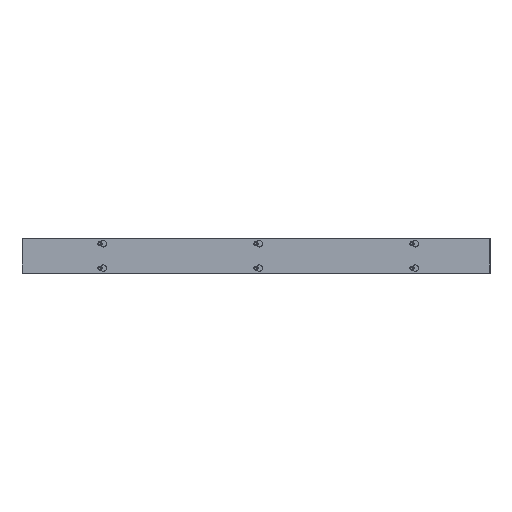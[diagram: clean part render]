
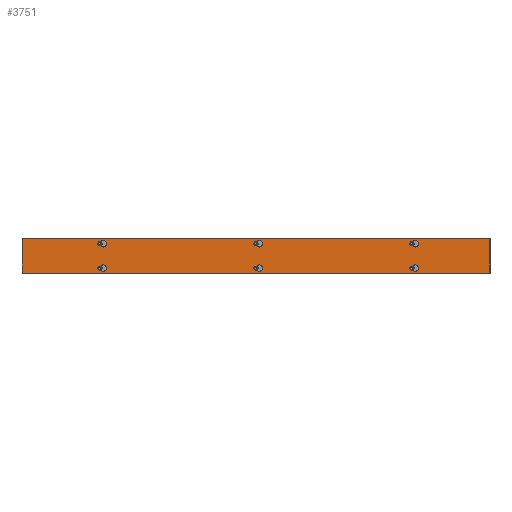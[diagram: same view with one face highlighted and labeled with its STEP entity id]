
A CAD part, top view. The second image highlights one B-rep face of the part: STEP entity #3751.
In plain terms, the highlighted planar face has unit normal (0, 0, 1).
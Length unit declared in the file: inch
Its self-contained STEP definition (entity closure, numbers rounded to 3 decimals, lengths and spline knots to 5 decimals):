
#299=LINE('',#6212,#563);
#304=LINE('',#6225,#568);
#307=LINE('',#6236,#571);
#312=LINE('',#6249,#576);
#315=LINE('',#6260,#579);
#319=LINE('',#6272,#583);
#323=LINE('',#6284,#587);
#327=LINE('',#6296,#591);
#331=LINE('',#6308,#595);
#336=LINE('',#6321,#600);
#339=LINE('',#6332,#603);
#343=LINE('',#6344,#607);
#345=LINE('',#6352,#609);
#349=LINE('',#6360,#613);
#352=LINE('',#6366,#616);
#355=LINE('',#6371,#619);
#563=VECTOR('',#4801,0.21651);
#568=VECTOR('',#4814,0.21651);
#571=VECTOR('',#4825,0.21651);
#576=VECTOR('',#4838,0.21651);
#579=VECTOR('',#4849,0.21651);
#583=VECTOR('',#4861,0.21651);
#587=VECTOR('',#4873,0.21651);
#591=VECTOR('',#4885,0.21651);
#595=VECTOR('',#4897,0.21651);
#600=VECTOR('',#4910,0.21651);
#603=VECTOR('',#4921,0.21651);
#607=VECTOR('',#4933,0.21651);
#609=VECTOR('',#4943,2.625);
#613=VECTOR('',#4949,36.);
#616=VECTOR('',#4954,2.625);
#619=VECTOR('',#4959,36.);
#744=PLANE('',#4087);
#874=FACE_BOUND('',#1334,.T.);
#875=FACE_BOUND('',#1335,.T.);
#876=FACE_BOUND('',#1336,.T.);
#877=FACE_BOUND('',#1337,.T.);
#878=FACE_BOUND('',#1338,.T.);
#879=FACE_BOUND('',#1339,.T.);
#1056=FACE_OUTER_BOUND('',#1333,.T.);
#1333=EDGE_LOOP('',(#3142,#3143,#3144,#3145));
#1334=EDGE_LOOP('',(#3146,#3147,#3148,#3149));
#1335=EDGE_LOOP('',(#3150,#3151,#3152,#3153));
#1336=EDGE_LOOP('',(#3154,#3155,#3156,#3157));
#1337=EDGE_LOOP('',(#3158,#3159,#3160,#3161));
#1338=EDGE_LOOP('',(#3162,#3163,#3164,#3165));
#1339=EDGE_LOOP('',(#3166,#3167,#3168,#3169));
#1553=CIRCLE('',#4037,0.25);
#1555=CIRCLE('',#4041,0.125);
#1557=CIRCLE('',#4045,0.25);
#1559=CIRCLE('',#4049,0.125);
#1561=CIRCLE('',#4053,0.25);
#1563=CIRCLE('',#4057,0.125);
#1565=CIRCLE('',#4061,0.25);
#1567=CIRCLE('',#4065,0.125);
#1569=CIRCLE('',#4069,0.25);
#1571=CIRCLE('',#4073,0.125);
#1573=CIRCLE('',#4077,0.25);
#1575=CIRCLE('',#4081,0.125);
#1820=VERTEX_POINT('',#6209);
#1821=VERTEX_POINT('',#6211);
#1823=VERTEX_POINT('',#6217);
#1825=VERTEX_POINT('',#6223);
#1828=VERTEX_POINT('',#6233);
#1829=VERTEX_POINT('',#6235);
#1831=VERTEX_POINT('',#6241);
#1833=VERTEX_POINT('',#6247);
#1836=VERTEX_POINT('',#6257);
#1837=VERTEX_POINT('',#6259);
#1839=VERTEX_POINT('',#6265);
#1841=VERTEX_POINT('',#6271);
#1844=VERTEX_POINT('',#6281);
#1845=VERTEX_POINT('',#6283);
#1847=VERTEX_POINT('',#6289);
#1849=VERTEX_POINT('',#6295);
#1852=VERTEX_POINT('',#6305);
#1853=VERTEX_POINT('',#6307);
#1855=VERTEX_POINT('',#6313);
#1857=VERTEX_POINT('',#6319);
#1860=VERTEX_POINT('',#6329);
#1861=VERTEX_POINT('',#6331);
#1863=VERTEX_POINT('',#6337);
#1865=VERTEX_POINT('',#6343);
#1866=VERTEX_POINT('',#6350);
#1867=VERTEX_POINT('',#6351);
#1870=VERTEX_POINT('',#6359);
#1872=VERTEX_POINT('',#6365);
#2244=EDGE_CURVE('',#1821,#1820,#299,.T.);
#2248=EDGE_CURVE('',#1820,#1823,#1553,.T.);
#2251=EDGE_CURVE('',#1823,#1825,#304,.T.);
#2253=EDGE_CURVE('',#1825,#1821,#1555,.T.);
#2256=EDGE_CURVE('',#1829,#1828,#307,.T.);
#2260=EDGE_CURVE('',#1828,#1831,#1557,.T.);
#2263=EDGE_CURVE('',#1831,#1833,#312,.T.);
#2265=EDGE_CURVE('',#1833,#1829,#1559,.T.);
#2268=EDGE_CURVE('',#1837,#1836,#315,.T.);
#2271=EDGE_CURVE('',#1839,#1837,#1561,.T.);
#2274=EDGE_CURVE('',#1841,#1839,#319,.T.);
#2277=EDGE_CURVE('',#1836,#1841,#1563,.T.);
#2280=EDGE_CURVE('',#1845,#1844,#323,.T.);
#2283=EDGE_CURVE('',#1847,#1845,#1565,.T.);
#2286=EDGE_CURVE('',#1849,#1847,#327,.T.);
#2289=EDGE_CURVE('',#1844,#1849,#1567,.T.);
#2292=EDGE_CURVE('',#1853,#1852,#331,.T.);
#2296=EDGE_CURVE('',#1852,#1855,#1569,.T.);
#2299=EDGE_CURVE('',#1855,#1857,#336,.T.);
#2301=EDGE_CURVE('',#1857,#1853,#1571,.T.);
#2304=EDGE_CURVE('',#1861,#1860,#339,.T.);
#2307=EDGE_CURVE('',#1863,#1861,#1573,.T.);
#2310=EDGE_CURVE('',#1865,#1863,#343,.T.);
#2313=EDGE_CURVE('',#1860,#1865,#1575,.T.);
#2314=EDGE_CURVE('',#1866,#1867,#345,.T.);
#2318=EDGE_CURVE('',#1867,#1870,#349,.T.);
#2321=EDGE_CURVE('',#1870,#1872,#352,.T.);
#2324=EDGE_CURVE('',#1872,#1866,#355,.T.);
#3142=ORIENTED_EDGE('',*,*,#2314,.F.);
#3143=ORIENTED_EDGE('',*,*,#2324,.F.);
#3144=ORIENTED_EDGE('',*,*,#2321,.F.);
#3145=ORIENTED_EDGE('',*,*,#2318,.F.);
#3146=ORIENTED_EDGE('',*,*,#2244,.T.);
#3147=ORIENTED_EDGE('',*,*,#2248,.T.);
#3148=ORIENTED_EDGE('',*,*,#2251,.T.);
#3149=ORIENTED_EDGE('',*,*,#2253,.T.);
#3150=ORIENTED_EDGE('',*,*,#2256,.T.);
#3151=ORIENTED_EDGE('',*,*,#2260,.T.);
#3152=ORIENTED_EDGE('',*,*,#2263,.T.);
#3153=ORIENTED_EDGE('',*,*,#2265,.T.);
#3154=ORIENTED_EDGE('',*,*,#2268,.T.);
#3155=ORIENTED_EDGE('',*,*,#2277,.T.);
#3156=ORIENTED_EDGE('',*,*,#2274,.T.);
#3157=ORIENTED_EDGE('',*,*,#2271,.T.);
#3158=ORIENTED_EDGE('',*,*,#2280,.T.);
#3159=ORIENTED_EDGE('',*,*,#2289,.T.);
#3160=ORIENTED_EDGE('',*,*,#2286,.T.);
#3161=ORIENTED_EDGE('',*,*,#2283,.T.);
#3162=ORIENTED_EDGE('',*,*,#2292,.T.);
#3163=ORIENTED_EDGE('',*,*,#2296,.T.);
#3164=ORIENTED_EDGE('',*,*,#2299,.T.);
#3165=ORIENTED_EDGE('',*,*,#2301,.T.);
#3166=ORIENTED_EDGE('',*,*,#2304,.T.);
#3167=ORIENTED_EDGE('',*,*,#2313,.T.);
#3168=ORIENTED_EDGE('',*,*,#2310,.T.);
#3169=ORIENTED_EDGE('',*,*,#2307,.T.);
#3751=ADVANCED_FACE('',(#1056,#874,#875,#876,#877,#878,#879),#744,.T.);
#4037=AXIS2_PLACEMENT_3D('',#6219,#4808,#4809);
#4041=AXIS2_PLACEMENT_3D('',#6228,#4819,#4820);
#4045=AXIS2_PLACEMENT_3D('',#6243,#4832,#4833);
#4049=AXIS2_PLACEMENT_3D('',#6252,#4843,#4844);
#4053=AXIS2_PLACEMENT_3D('',#6266,#4855,#4856);
#4057=AXIS2_PLACEMENT_3D('',#6276,#4867,#4868);
#4061=AXIS2_PLACEMENT_3D('',#6290,#4879,#4880);
#4065=AXIS2_PLACEMENT_3D('',#6300,#4891,#4892);
#4069=AXIS2_PLACEMENT_3D('',#6315,#4904,#4905);
#4073=AXIS2_PLACEMENT_3D('',#6324,#4915,#4916);
#4077=AXIS2_PLACEMENT_3D('',#6338,#4927,#4928);
#4081=AXIS2_PLACEMENT_3D('',#6348,#4939,#4940);
#4087=AXIS2_PLACEMENT_3D('',#6374,#4963,#4964);
#4801=DIRECTION('',(-0.866,-0.5,0.));
#4808=DIRECTION('center_axis',(0.,0.,-1.));
#4809=DIRECTION('ref_axis',(0.5,-0.866,0.));
#4814=DIRECTION('',(0.866,-0.5,0.));
#4819=DIRECTION('center_axis',(0.,0.,-1.));
#4820=DIRECTION('ref_axis',(0.5,0.866,0.));
#4825=DIRECTION('',(-0.866,-0.5,0.));
#4832=DIRECTION('center_axis',(0.,0.,-1.));
#4833=DIRECTION('ref_axis',(0.5,-0.866,0.));
#4838=DIRECTION('',(0.866,-0.5,0.));
#4843=DIRECTION('center_axis',(0.,0.,-1.));
#4844=DIRECTION('ref_axis',(0.5,0.866,0.));
#4849=DIRECTION('',(0.866,-0.5,0.));
#4855=DIRECTION('center_axis',(0.,0.,-1.));
#4856=DIRECTION('ref_axis',(0.5,0.866,0.));
#4861=DIRECTION('',(-0.866,-0.5,0.));
#4867=DIRECTION('center_axis',(0.,0.,-1.));
#4868=DIRECTION('ref_axis',(0.5,-0.866,0.));
#4873=DIRECTION('',(0.866,-0.5,0.));
#4879=DIRECTION('center_axis',(0.,0.,-1.));
#4880=DIRECTION('ref_axis',(0.5,0.866,0.));
#4885=DIRECTION('',(-0.866,-0.5,0.));
#4891=DIRECTION('center_axis',(0.,0.,-1.));
#4892=DIRECTION('ref_axis',(0.5,-0.866,0.));
#4897=DIRECTION('',(-0.866,-0.5,0.));
#4904=DIRECTION('center_axis',(0.,0.,-1.));
#4905=DIRECTION('ref_axis',(0.5,-0.866,0.));
#4910=DIRECTION('',(0.866,-0.5,0.));
#4915=DIRECTION('center_axis',(0.,0.,-1.));
#4916=DIRECTION('ref_axis',(0.5,0.866,0.));
#4921=DIRECTION('',(0.866,-0.5,0.));
#4927=DIRECTION('center_axis',(0.,0.,-1.));
#4928=DIRECTION('ref_axis',(0.5,0.866,0.));
#4933=DIRECTION('',(-0.866,-0.5,0.));
#4939=DIRECTION('center_axis',(0.,0.,-1.));
#4940=DIRECTION('ref_axis',(0.5,-0.866,0.));
#4943=DIRECTION('',(0.,1.,0.));
#4949=DIRECTION('',(1.,0.,0.));
#4954=DIRECTION('',(0.,-1.,0.));
#4959=DIRECTION('',(-1.,0.,0.));
#4963=DIRECTION('center_axis',(0.,0.,1.));
#4964=DIRECTION('ref_axis',(1.,0.,0.));
#6209=CARTESIAN_POINT('',(29.875,2.03549,0.0625));
#6211=CARTESIAN_POINT('',(30.0625,2.14375,0.0625));
#6212=CARTESIAN_POINT('',(25.35909,-0.57177,0.0625));
#6217=CARTESIAN_POINT('',(29.875,2.46851,0.0625));
#6219=CARTESIAN_POINT('Origin',(29.75,2.252,0.0625));
#6223=CARTESIAN_POINT('',(30.0625,2.36025,0.0625));
#6225=CARTESIAN_POINT('',(25.67216,4.89502,0.0625));
#6228=CARTESIAN_POINT('Origin',(30.,2.252,0.0625));
#6233=CARTESIAN_POINT('',(17.875,2.03549,0.0625));
#6235=CARTESIAN_POINT('',(18.0625,2.14375,0.0625));
#6236=CARTESIAN_POINT('',(17.85909,2.02631,0.0625));
#6241=CARTESIAN_POINT('',(17.875,2.46851,0.0625));
#6243=CARTESIAN_POINT('Origin',(17.75,2.252,0.0625));
#6247=CARTESIAN_POINT('',(18.0625,2.36025,0.0625));
#6249=CARTESIAN_POINT('',(18.17216,2.29694,0.0625));
#6252=CARTESIAN_POINT('Origin',(18.,2.252,0.0625));
#6257=CARTESIAN_POINT('',(30.0625,0.48125,0.0625));
#6259=CARTESIAN_POINT('',(29.875,0.58951,0.0625));
#6260=CARTESIAN_POINT('',(25.35909,3.19677,0.0625));
#6265=CARTESIAN_POINT('',(29.875,0.15649,0.0625));
#6266=CARTESIAN_POINT('Origin',(29.75,0.373,0.0625));
#6271=CARTESIAN_POINT('',(30.0625,0.26475,0.0625));
#6272=CARTESIAN_POINT('',(25.67216,-2.27002,0.0625));
#6276=CARTESIAN_POINT('Origin',(30.,0.373,0.0625));
#6281=CARTESIAN_POINT('',(18.0625,0.48125,0.0625));
#6283=CARTESIAN_POINT('',(17.875,0.58951,0.0625));
#6284=CARTESIAN_POINT('',(17.85909,0.59869,0.0625));
#6289=CARTESIAN_POINT('',(17.875,0.15649,0.0625));
#6290=CARTESIAN_POINT('Origin',(17.75,0.373,0.0625));
#6295=CARTESIAN_POINT('',(18.0625,0.26475,0.0625));
#6296=CARTESIAN_POINT('',(18.17216,0.32806,0.0625));
#6300=CARTESIAN_POINT('Origin',(18.,0.373,0.0625));
#6305=CARTESIAN_POINT('',(5.875,2.03549,0.0625));
#6307=CARTESIAN_POINT('',(6.0625,2.14375,0.0625));
#6308=CARTESIAN_POINT('',(10.35909,4.62439,0.0625));
#6313=CARTESIAN_POINT('',(5.875,2.46851,0.0625));
#6315=CARTESIAN_POINT('Origin',(5.75,2.252,0.0625));
#6319=CARTESIAN_POINT('',(6.0625,2.36025,0.0625));
#6321=CARTESIAN_POINT('',(10.67216,-0.30113,0.0625));
#6324=CARTESIAN_POINT('Origin',(6.,2.252,0.0625));
#6329=CARTESIAN_POINT('',(6.0625,0.48125,0.0625));
#6331=CARTESIAN_POINT('',(5.875,0.58951,0.0625));
#6332=CARTESIAN_POINT('',(10.35909,-1.99939,0.0625));
#6337=CARTESIAN_POINT('',(5.875,0.15649,0.0625));
#6338=CARTESIAN_POINT('Origin',(5.75,0.373,0.0625));
#6343=CARTESIAN_POINT('',(6.0625,0.26475,0.0625));
#6344=CARTESIAN_POINT('',(10.67216,2.92613,0.0625));
#6348=CARTESIAN_POINT('Origin',(6.,0.373,0.0625));
#6350=CARTESIAN_POINT('',(0.,0.,0.0625));
#6351=CARTESIAN_POINT('',(0.,2.625,0.0625));
#6352=CARTESIAN_POINT('',(0.,2.625,0.0625));
#6359=CARTESIAN_POINT('',(36.,2.625,0.0625));
#6360=CARTESIAN_POINT('',(36.,2.625,0.0625));
#6365=CARTESIAN_POINT('',(36.,0.,0.0625));
#6366=CARTESIAN_POINT('',(36.,0.,0.0625));
#6371=CARTESIAN_POINT('',(0.,0.,0.0625));
#6374=CARTESIAN_POINT('Origin',(18.,1.3125,0.0625));
